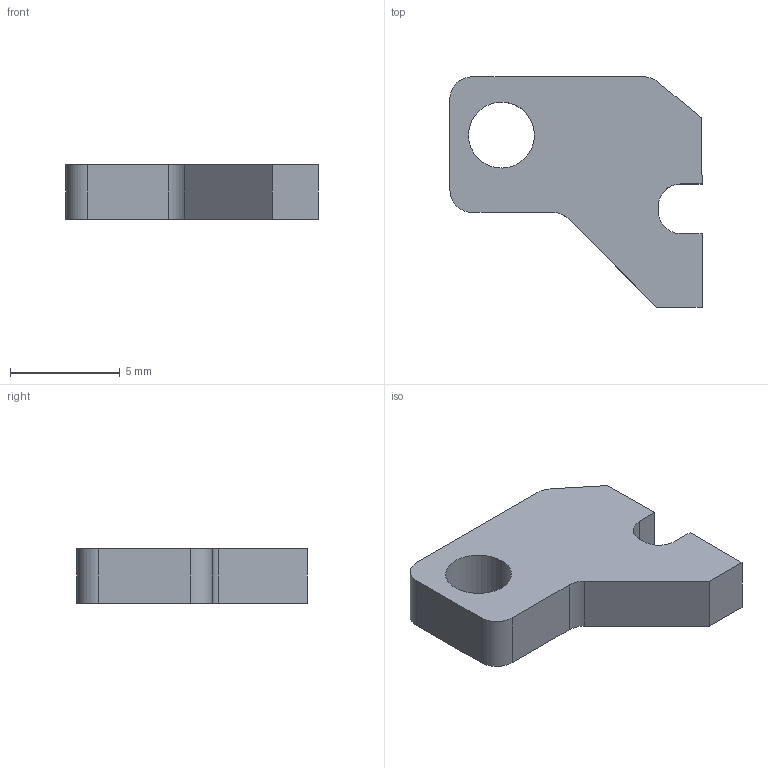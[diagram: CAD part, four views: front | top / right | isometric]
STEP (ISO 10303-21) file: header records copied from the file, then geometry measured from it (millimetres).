
FILE_DESCRIPTION(/* description */ (''),/* implementation_level */ '2;1');
FILE_NAME(/* name */ 'STEF6E4',/* time_stamp */ '2024-12-25T09:31:04+08:00',/* author */ (''),/* organization */ (''),/* preprocessor_version */ 'ST-DEVELOPER v16.5',/* originating_system */ '',/* authorisation */ '');
FILE_SCHEMA (('CONFIG_CONTROL_DESIGN'));
Length unit declared in the file: millimetre
Products named in the file (1): Document
Bounding box: 11.48 x 10.48 x 2.5 mm (x, y, z)
Volume: 188.3 mm3; surface area: 280.1 mm2
Topology: 1 solids, 1 shells, 21 faces, 57 edges, 38 vertices
Faces by surface type: plane 13, cylinder 8
Entity records: 675 total; most frequent: CARTESIAN_POINT 203, ORIENTED_EDGE 114, EDGE_CURVE 57, B_SPLINE_CURVE_WITH_KNOTS 41, VERTEX_POINT 38, DIRECTION 25, EDGE_LOOP 23, AXIS2_PLACEMENT_3D 23
